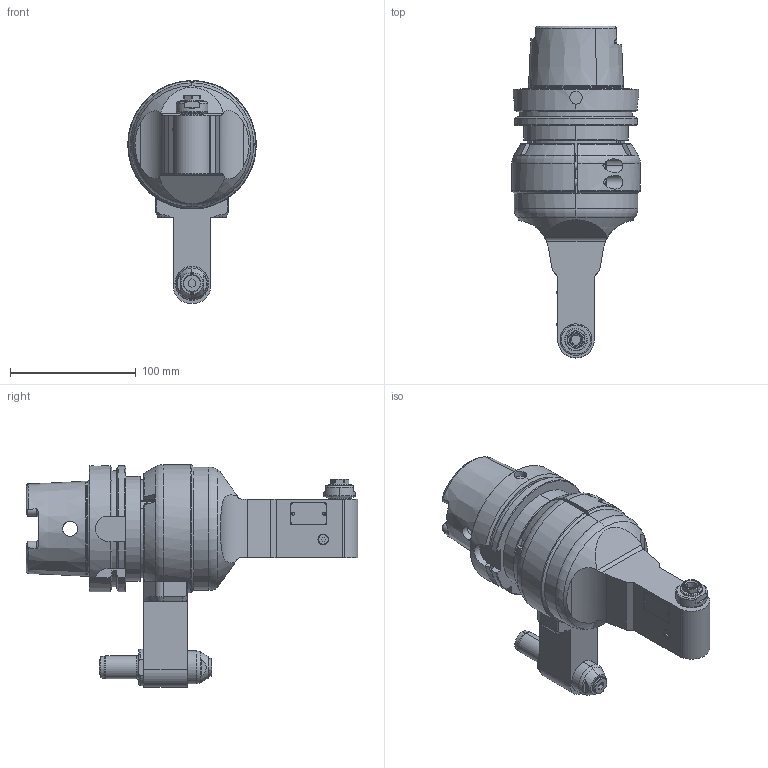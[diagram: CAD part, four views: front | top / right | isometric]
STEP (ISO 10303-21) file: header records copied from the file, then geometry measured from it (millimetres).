
FILE_DESCRIPTION((''),'2;1');
FILE_NAME('F900700-0000001L_511','2024-02-14T11:31:56',('gregorio.algeri'),(''),'CREO PARAMETRIC BY PTC INC, 2022244','CREO PARAMETRIC BY PTC INC, 2022244','');
FILE_SCHEMA(('CONFIG_CONTROL_DESIGN'));
Length unit declared in the file: millimetre
Products named in the file (1): F900700-0000001L_511
Bounding box: 101.99 x 263.5 x 176.98 mm (x, y, z)
Volume: 1074461 mm3; surface area: 141258.5 mm2
Topology: 1 solids, 3 shells, 724 faces, 1839 edges, 1161 vertices
Faces by surface type: plane 270, cylinder 251, cone 140, torus 53, sphere 8, bspline 2
Entity records: 24980 total; most frequent: CARTESIAN_POINT 7315, DIRECTION 3804, ORIENTED_EDGE 3646, EDGE_CURVE 1823, AXIS2_PLACEMENT_3D 1496, VERTEX_POINT 1161, VECTOR 812, LINE 812
